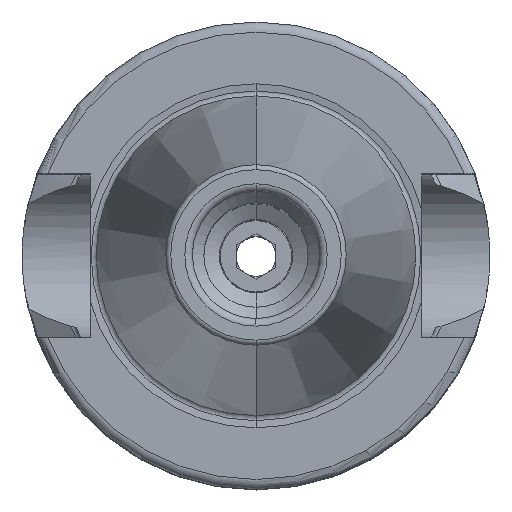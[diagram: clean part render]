
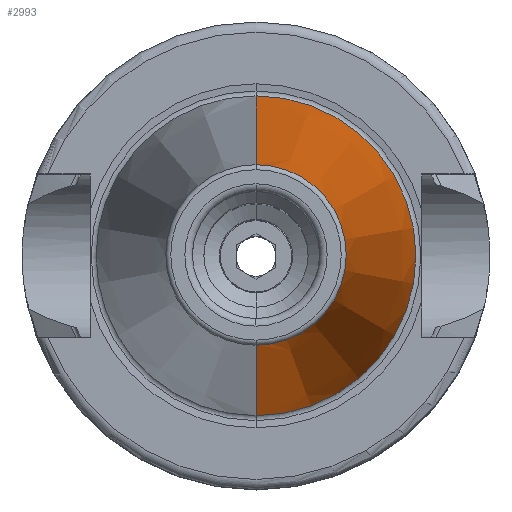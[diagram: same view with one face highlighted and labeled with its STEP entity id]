
A CAD part, top view. The second image highlights one B-rep face of the part: STEP entity #2993.
In plain terms, the highlighted conical face has half-angle 8.297 degrees and reference radius 12.304 mm.
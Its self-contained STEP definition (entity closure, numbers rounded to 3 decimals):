
#1036=CARTESIAN_POINT('',(0,0,69.972));
#1037=DIRECTION('',(0,0,1));
#1038=DIRECTION('',(0,-1,0));
#1039=AXIS2_PLACEMENT_3D('',#1036,#1037,#1038);
#1041=CARTESIAN_POINT('',(0,0,23));
#1042=DIRECTION('',(0,0,-1));
#1043=DIRECTION('',(0,1,0));
#1044=AXIS2_PLACEMENT_3D('',#1041,#1042,#1043);
#1185=DIRECTION('',(0.,0.144,0.99));
#1186=VECTOR('',#1185,47.469);
#1187=CARTESIAN_POINT('',(0,-15.729,23));
#1188=LINE('',#1187,#1186);
#1194=DIRECTION('',(0.,-0.144,0.99));
#1195=VECTOR('',#1194,47.469);
#1196=CARTESIAN_POINT('',(0,15.729,23));
#1197=LINE('',#1196,#1195);
#1502=CARTESIAN_POINT('',(0,15.729,23));
#1504=VERTEX_POINT('',#1502);
#1518=CARTESIAN_POINT('',(0,-15.729,23));
#1520=VERTEX_POINT('',#1518);
#1545=CARTESIAN_POINT('',(0,8.879,69.972));
#1546=CARTESIAN_POINT('',(0,-8.879,69.972));
#1547=VERTEX_POINT('',#1545);
#1548=VERTEX_POINT('',#1546);
#2979=CARTESIAN_POINT('',(0,0,46.486));
#2980=DIRECTION('',(0,0,-1));
#2981=DIRECTION('',(0,-1,0));
#2982=AXIS2_PLACEMENT_3D('',#2979,#2980,#2981);
#2983=CONICAL_SURFACE('',#2982,12.304,8.297);
#2985=ORIENTED_EDGE('',*,*,#2984,.T.);
#2987=ORIENTED_EDGE('',*,*,#2986,.F.);
#2988=ORIENTED_EDGE('',*,*,#2974,.T.);
#2990=ORIENTED_EDGE('',*,*,#2989,.T.);
#2991=EDGE_LOOP('',(#2985,#2987,#2988,#2990));
#2992=FACE_OUTER_BOUND('',#2991,.F.);
#2993=ADVANCED_FACE('',(#2992),#2983,.T.);
#1040=CIRCLE('',#1039,8.879);
#1045=CIRCLE('',#1044,15.729);
#2974=EDGE_CURVE('',#1504,#1520,#1045,.T.);
#2984=EDGE_CURVE('',#1548,#1547,#1040,.T.);
#2986=EDGE_CURVE('',#1504,#1547,#1197,.T.);
#2989=EDGE_CURVE('',#1520,#1548,#1188,.T.);
